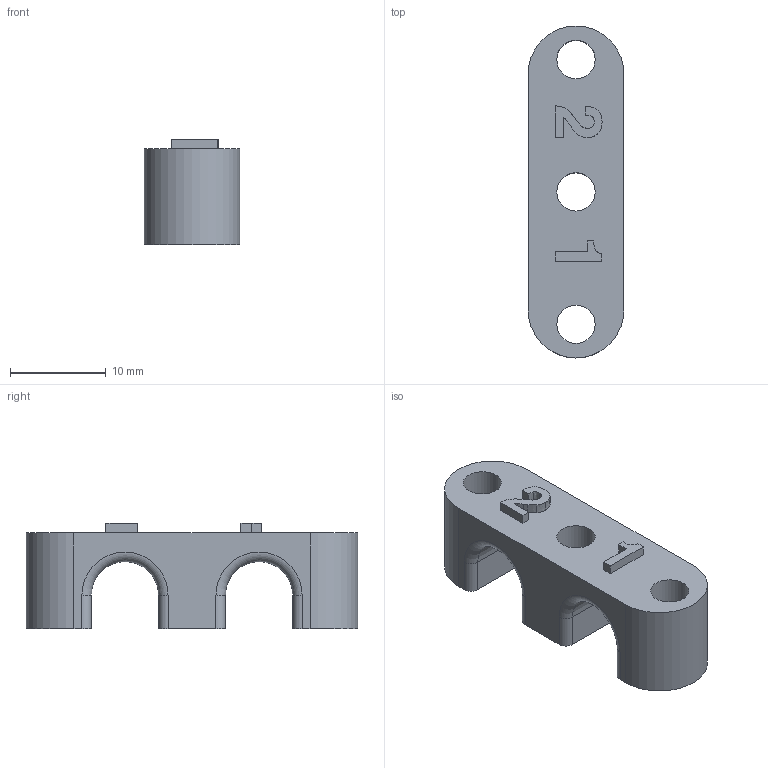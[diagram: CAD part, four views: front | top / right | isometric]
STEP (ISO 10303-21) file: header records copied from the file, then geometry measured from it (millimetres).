
FILE_DESCRIPTION(('STEP AP242'), '1');
FILE_NAME('itemSwitchingBox4', '', ('UNSPECIFIED'), ('UNSPECIFIED'), 'C3D Converter', 'C3D Toolkit', '');
FILE_SCHEMA(('AP242_MANAGED_MODEL_BASED_3D_ENGINEERING_MIM_LF { 1 0 10303 442 1 1 4 }'));
Length unit declared in the file: millimetre
Bounding box: 10 x 34.64 x 11 mm (x, y, z)
Volume: 1996.4 mm3; surface area: 1807.9 mm2
Topology: 1 solids, 1 shells, 62 faces, 166 edges, 108 vertices
Faces by surface type: plane 23, extrusion 20, cylinder 15, torus 4
Full cylindrical faces by diameter (mm): 4 x3
Entity records: 1992 total; most frequent: CARTESIAN_POINT 454, ORIENTED_EDGE 326, DIRECTION 263, EDGE_CURVE 163, VECTOR 109, VERTEX_POINT 108, LINE 89, AXIS2_PLACEMENT_3D 77
